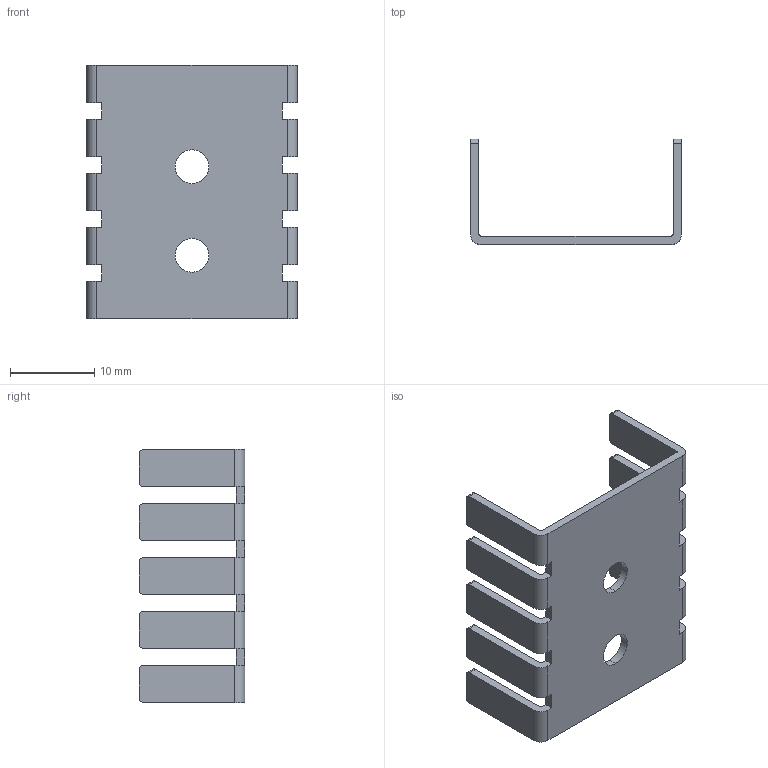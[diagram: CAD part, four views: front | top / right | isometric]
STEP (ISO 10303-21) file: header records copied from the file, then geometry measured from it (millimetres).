
FILE_DESCRIPTION (( 'STEP AP203' ), '1' );
FILE_NAME ('Heatsink HS312.STEP', '2023-02-16T09:51:48', ( '' ), ( '' ), 'SwSTEP 2.0', 'SolidWorks 2012', '' );
FILE_SCHEMA (( 'CONFIG_CONTROL_DESIGN' ));
Length unit declared in the file: millimetre
Products named in the file (1): Heatsink HS312
Bounding box: 25 x 12.5 x 30 mm (x, y, z)
Volume: 1187.8 mm3; surface area: 2759.2 mm2
Topology: 1 solids, 1 shells, 102 faces, 300 edges, 200 vertices
Faces by surface type: plane 58, cylinder 44
Entity records: 3497 total; most frequent: CARTESIAN_POINT 603, ORIENTED_EDGE 600, DIRECTION 594, EDGE_CURVE 300, VECTOR 212, LINE 212, VERTEX_POINT 200, AXIS2_PLACEMENT_3D 191
